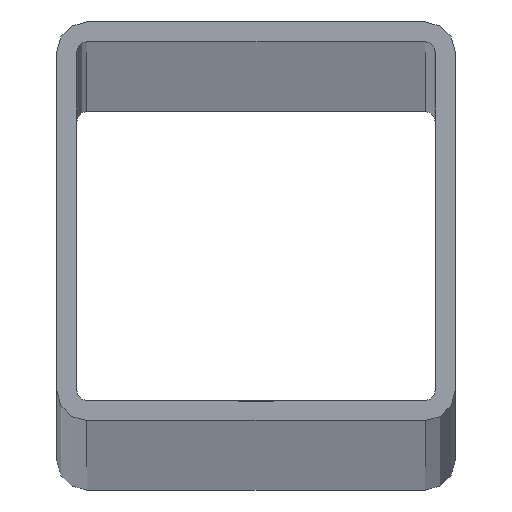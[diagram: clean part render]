
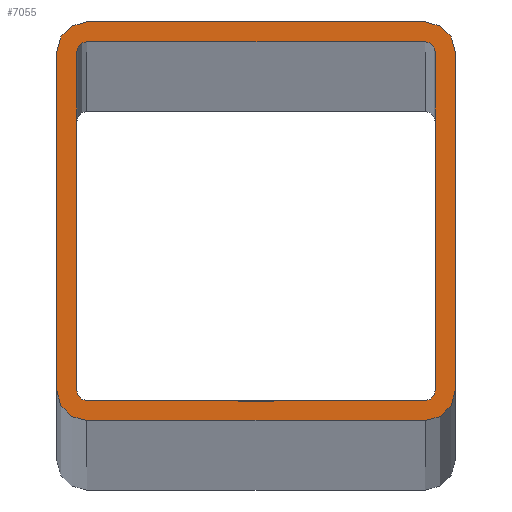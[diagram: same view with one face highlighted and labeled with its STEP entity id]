
A CAD part, top view. The second image highlights one B-rep face of the part: STEP entity #7055.
In plain terms, the highlighted planar face has unit normal (0, 0, 1).
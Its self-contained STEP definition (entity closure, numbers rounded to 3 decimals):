
#245 = CARTESIAN_POINT ( 'NONE',  ( 30., 30., 0. ) ) ;
#284 = CIRCLE ( 'NONE', #6932, 1.5 ) ;
#291 = DIRECTION ( 'NONE',  ( 1., 0., 0. ) ) ;
#309 = EDGE_CURVE ( 'NONE', #12250, #4105, #5904, .T. ) ;
#437 = EDGE_CURVE ( 'NONE', #9311, #2984, #9106, .T. ) ;
#441 = EDGE_CURVE ( 'NONE', #3888, #10590, #10707, .T. ) ;
#494 = ORIENTED_EDGE ( 'NONE', *, *, #9673, .F. ) ;
#622 = LINE ( 'NONE', #11340, #9570 ) ;
#702 = CARTESIAN_POINT ( 'NONE',  ( 27., -25.5, 0. ) ) ;
#709 = CARTESIAN_POINT ( 'NONE',  ( 27., 0., 0. ) ) ;
#791 = CIRCLE ( 'NONE', #2644, 4.5 ) ;
#904 = ORIENTED_EDGE ( 'NONE', *, *, #1139, .T. ) ;
#1019 = VERTEX_POINT ( 'NONE', #12475 ) ;
#1030 = EDGE_CURVE ( 'NONE', #1361, #2591, #791, .T. ) ;
#1139 = EDGE_CURVE ( 'NONE', #3743, #1361, #6044, .T. ) ;
#1176 = VERTEX_POINT ( 'NONE', #11406 ) ;
#1260 = DIRECTION ( 'NONE',  ( 0., 1., 0. ) ) ;
#1361 = VERTEX_POINT ( 'NONE', #4848 ) ;
#1424 = DIRECTION ( 'NONE',  ( 0., 0., 1. ) ) ;
#1699 = EDGE_CURVE ( 'NONE', #10590, #3628, #622, .T. ) ;
#1704 = DIRECTION ( 'NONE',  ( 1., 0., 0. ) ) ;
#1731 = DIRECTION ( 'NONE',  ( 0., 1., 0. ) ) ;
#1799 = VERTEX_POINT ( 'NONE', #4652 ) ;
#2200 = DIRECTION ( 'NONE',  ( 0., 0., 1. ) ) ;
#2275 = CARTESIAN_POINT ( 'NONE',  ( 25.5, -30., 0. ) ) ;
#2330 = VERTEX_POINT ( 'NONE', #10901 ) ;
#2432 = DIRECTION ( 'NONE',  ( 1., 0., 0. ) ) ;
#2484 = DIRECTION ( 'NONE',  ( 1., 0., 0. ) ) ;
#2579 = CARTESIAN_POINT ( 'NONE',  ( 25.5, -25.5, 0. ) ) ;
#2590 = DIRECTION ( 'NONE',  ( 0., -1., 0. ) ) ;
#2591 = VERTEX_POINT ( 'NONE', #8423 ) ;
#2624 = VECTOR ( 'NONE', #4495, 1000. ) ;
#2644 = AXIS2_PLACEMENT_3D ( 'NONE', #4212, #2200, #4387 ) ;
#2653 = VERTEX_POINT ( 'NONE', #3725 ) ;
#2728 = EDGE_CURVE ( 'NONE', #4105, #1799, #284, .T. ) ;
#2941 = EDGE_CURVE ( 'NONE', #1176, #12250, #6320, .T. ) ;
#2975 = CIRCLE ( 'NONE', #5237, 4.5 ) ;
#2984 = VERTEX_POINT ( 'NONE', #10915 ) ;
#3019 = EDGE_CURVE ( 'NONE', #2330, #12430, #10502, .T. ) ;
#3034 = DIRECTION ( 'NONE',  ( 0., 0., 1. ) ) ;
#3115 = ORIENTED_EDGE ( 'NONE', *, *, #5471, .T. ) ;
#3139 = ORIENTED_EDGE ( 'NONE', *, *, #3019, .T. ) ;
#3425 = ORIENTED_EDGE ( 'NONE', *, *, #2728, .F. ) ;
#3511 = EDGE_CURVE ( 'NONE', #1799, #9311, #3616, .T. ) ;
#3518 = ORIENTED_EDGE ( 'NONE', *, *, #10445, .T. ) ;
#3519 = DIRECTION ( 'NONE',  ( 1., 0., 0. ) ) ;
#3613 = CARTESIAN_POINT ( 'NONE',  ( -25.5, 25.5, 0. ) ) ;
#3616 = LINE ( 'NONE', #12273, #8588 ) ;
#3628 = VERTEX_POINT ( 'NONE', #11333 ) ;
#3660 = DIRECTION ( 'NONE',  ( 1., 0., 0. ) ) ;
#3665 = CARTESIAN_POINT ( 'NONE',  ( -30., -30., 0. ) ) ;
#3725 = CARTESIAN_POINT ( 'NONE',  ( -25.5, -27., 0. ) ) ;
#3743 = VERTEX_POINT ( 'NONE', #8692 ) ;
#3888 = VERTEX_POINT ( 'NONE', #10153 ) ;
#3942 = PLANE ( 'NONE',  #11329 ) ;
#3950 = AXIS2_PLACEMENT_3D ( 'NONE', #11708, #12509, #291 ) ;
#4073 = CARTESIAN_POINT ( 'NONE',  ( 25.5, 25.5, 0. ) ) ;
#4105 = VERTEX_POINT ( 'NONE', #8408 ) ;
#4188 = DIRECTION ( 'NONE',  ( 0., -1., 0. ) ) ;
#4198 = ORIENTED_EDGE ( 'NONE', *, *, #2941, .F. ) ;
#4212 = CARTESIAN_POINT ( 'NONE',  ( 25.5, 25.5, 0. ) ) ;
#4227 = ORIENTED_EDGE ( 'NONE', *, *, #1030, .T. ) ;
#4333 = CARTESIAN_POINT ( 'NONE',  ( -25.5, 25.5, 0. ) ) ;
#4357 = EDGE_CURVE ( 'NONE', #12430, #3743, #2975, .T. ) ;
#4385 = LINE ( 'NONE', #9605, #2624 ) ;
#4387 = DIRECTION ( 'NONE',  ( 1., 0., 0. ) ) ;
#4430 = LINE ( 'NONE', #10116, #11012 ) ;
#4495 = DIRECTION ( 'NONE',  ( 1., 0., 0. ) ) ;
#4652 = CARTESIAN_POINT ( 'NONE',  ( 25.5, 27., 0. ) ) ;
#4848 = CARTESIAN_POINT ( 'NONE',  ( 30., 25.5, 0. ) ) ;
#4977 = EDGE_LOOP ( 'NONE', ( #3115, #9137, #6817, #3518, #3139, #6117, #904, #4227 ) ) ;
#5205 = AXIS2_PLACEMENT_3D ( 'NONE', #8108, #11185, #5994 ) ;
#5237 = AXIS2_PLACEMENT_3D ( 'NONE', #2579, #5578, #3660 ) ;
#5354 = CIRCLE ( 'NONE', #6381, 4.5 ) ;
#5471 = EDGE_CURVE ( 'NONE', #2591, #3888, #4430, .T. ) ;
#5578 = DIRECTION ( 'NONE',  ( 0., 0., 1. ) ) ;
#5634 = CARTESIAN_POINT ( 'NONE',  ( -25.5, 27., 0. ) ) ;
#5904 = LINE ( 'NONE', #709, #11662 ) ;
#5994 = DIRECTION ( 'NONE',  ( 1., 0., 0. ) ) ;
#6028 = DIRECTION ( 'NONE',  ( 0., 0., 1. ) ) ;
#6043 = ORIENTED_EDGE ( 'NONE', *, *, #309, .F. ) ;
#6044 = LINE ( 'NONE', #245, #11021 ) ;
#6115 = DIRECTION ( 'NONE',  ( 1., 0., 0. ) ) ;
#6117 = ORIENTED_EDGE ( 'NONE', *, *, #4357, .T. ) ;
#6126 = DIRECTION ( 'NONE',  ( -1., 0., 0. ) ) ;
#6320 = CIRCLE ( 'NONE', #3950, 1.5 ) ;
#6381 = AXIS2_PLACEMENT_3D ( 'NONE', #6551, #1424, #2432 ) ;
#6551 = CARTESIAN_POINT ( 'NONE',  ( -25.5, -25.5, 0. ) ) ;
#6613 = CARTESIAN_POINT ( 'NONE',  ( -30., 25.5, 0. ) ) ;
#6817 = ORIENTED_EDGE ( 'NONE', *, *, #1699, .T. ) ;
#6843 = EDGE_CURVE ( 'NONE', #2984, #1019, #9910, .T. ) ;
#6932 = AXIS2_PLACEMENT_3D ( 'NONE', #4073, #3034, #6115 ) ;
#6981 = DIRECTION ( 'NONE',  ( -1., 0., 0. ) ) ;
#7055 = ADVANCED_FACE ( 'NONE', ( #7171, #12772 ), #3942, .T. ) ;
#7089 = ORIENTED_EDGE ( 'NONE', *, *, #6843, .F. ) ;
#7171 = FACE_BOUND ( 'NONE', #10830, .T. ) ;
#7520 = AXIS2_PLACEMENT_3D ( 'NONE', #4333, #8673, #2484 ) ;
#7704 = AXIS2_PLACEMENT_3D ( 'NONE', #3613, #7731, #3519 ) ;
#7731 = DIRECTION ( 'NONE',  ( 0., 0., 1. ) ) ;
#7798 = VECTOR ( 'NONE', #1704, 1000. ) ;
#8108 = CARTESIAN_POINT ( 'NONE',  ( -25.5, -25.5, 0. ) ) ;
#8408 = CARTESIAN_POINT ( 'NONE',  ( 27., 25.5, 0. ) ) ;
#8423 = CARTESIAN_POINT ( 'NONE',  ( 25.5, 30., 0. ) ) ;
#8588 = VECTOR ( 'NONE', #6126, 1000. ) ;
#8673 = DIRECTION ( 'NONE',  ( 0., 0., 1. ) ) ;
#8692 = CARTESIAN_POINT ( 'NONE',  ( 30., -25.5, 0. ) ) ;
#9106 = CIRCLE ( 'NONE', #7520, 1.5 ) ;
#9137 = ORIENTED_EDGE ( 'NONE', *, *, #441, .T. ) ;
#9172 = CARTESIAN_POINT ( 'NONE',  ( 0., 0., 0. ) ) ;
#9311 = VERTEX_POINT ( 'NONE', #5634 ) ;
#9570 = VECTOR ( 'NONE', #4188, 1000. ) ;
#9605 = CARTESIAN_POINT ( 'NONE',  ( 0., -27., 0. ) ) ;
#9673 = EDGE_CURVE ( 'NONE', #1019, #2653, #12571, .T. ) ;
#9910 = LINE ( 'NONE', #10563, #12146 ) ;
#10116 = CARTESIAN_POINT ( 'NONE',  ( -30., 30., 0. ) ) ;
#10153 = CARTESIAN_POINT ( 'NONE',  ( -25.5, 30., 0. ) ) ;
#10445 = EDGE_CURVE ( 'NONE', #3628, #2330, #5354, .T. ) ;
#10502 = LINE ( 'NONE', #3665, #7798 ) ;
#10563 = CARTESIAN_POINT ( 'NONE',  ( -27., 0., 0. ) ) ;
#10590 = VERTEX_POINT ( 'NONE', #6613 ) ;
#10707 = CIRCLE ( 'NONE', #7704, 4.5 ) ;
#10830 = EDGE_LOOP ( 'NONE', ( #11619, #3425, #6043, #4198, #12332, #494, #7089, #12028 ) ) ;
#10901 = CARTESIAN_POINT ( 'NONE',  ( -25.5, -30., 0. ) ) ;
#10915 = CARTESIAN_POINT ( 'NONE',  ( -27., 25.5, 0. ) ) ;
#11012 = VECTOR ( 'NONE', #6981, 1000. ) ;
#11021 = VECTOR ( 'NONE', #1260, 1000. ) ;
#11185 = DIRECTION ( 'NONE',  ( 0., 0., 1. ) ) ;
#11329 = AXIS2_PLACEMENT_3D ( 'NONE', #9172, #6028, #13165 ) ;
#11333 = CARTESIAN_POINT ( 'NONE',  ( -30., -25.5, 0. ) ) ;
#11340 = CARTESIAN_POINT ( 'NONE',  ( -30., 30., 0. ) ) ;
#11406 = CARTESIAN_POINT ( 'NONE',  ( 25.5, -27., 0. ) ) ;
#11619 = ORIENTED_EDGE ( 'NONE', *, *, #3511, .F. ) ;
#11646 = EDGE_CURVE ( 'NONE', #2653, #1176, #4385, .T. ) ;
#11662 = VECTOR ( 'NONE', #1731, 1000. ) ;
#11708 = CARTESIAN_POINT ( 'NONE',  ( 25.5, -25.5, 0. ) ) ;
#12028 = ORIENTED_EDGE ( 'NONE', *, *, #437, .F. ) ;
#12146 = VECTOR ( 'NONE', #2590, 1000. ) ;
#12250 = VERTEX_POINT ( 'NONE', #702 ) ;
#12273 = CARTESIAN_POINT ( 'NONE',  ( 0., 27., 0. ) ) ;
#12332 = ORIENTED_EDGE ( 'NONE', *, *, #11646, .F. ) ;
#12430 = VERTEX_POINT ( 'NONE', #2275 ) ;
#12475 = CARTESIAN_POINT ( 'NONE',  ( -27., -25.5, 0. ) ) ;
#12509 = DIRECTION ( 'NONE',  ( 0., 0., 1. ) ) ;
#12571 = CIRCLE ( 'NONE', #5205, 1.5 ) ;
#12772 = FACE_OUTER_BOUND ( 'NONE', #4977, .T. ) ;
#13165 = DIRECTION ( 'NONE',  ( 1., 0., 0. ) ) ;
